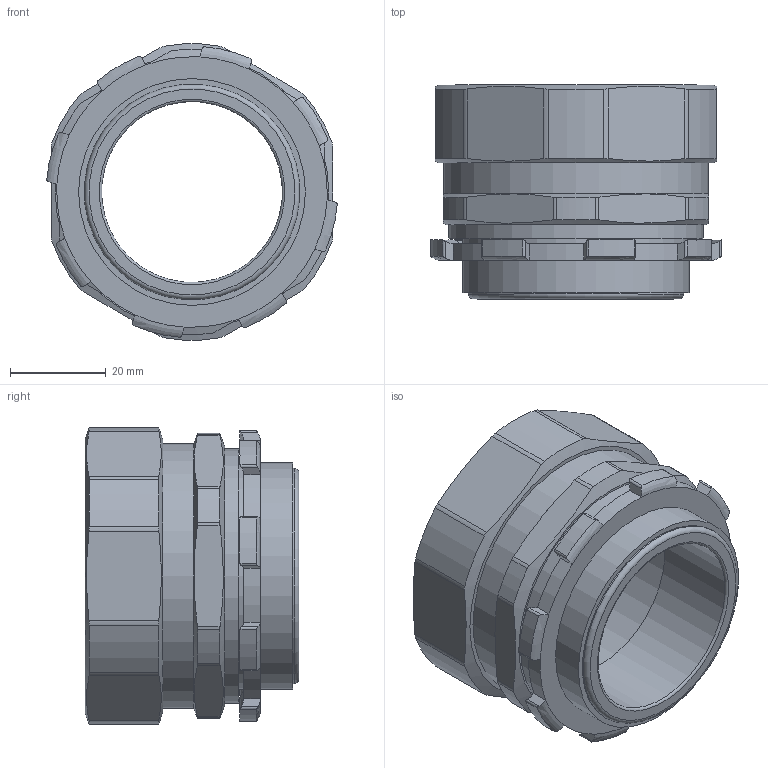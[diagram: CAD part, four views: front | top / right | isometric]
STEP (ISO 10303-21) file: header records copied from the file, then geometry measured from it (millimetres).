
FILE_DESCRIPTION(/* description */ (''),/* implementation_level */ '2;1');
FILE_NAME(/* name */ '',/* time_stamp */ '2025-06-23T15:33:57+07:00',/* author */ ('zeta-82'),/* organization */ (''),/* preprocessor_version */ 'ST-DEVELOPER v19.2',/* originating_system */ 'Autodesk Inventor 2024',/* authorisation */ '');
FILE_SCHEMA (('AUTOMOTIVE_DESIGN { 1 0 10303 214 3 1 1 }'));
Length unit declared in the file: millimetre
Products named in the file (1): АТК-38
Bounding box: 60.57 x 44.6 x 61.78 mm (x, y, z)
Volume: 42082 mm3; surface area: 19449.2 mm2
Topology: 1 solids, 1 shells, 137 faces, 349 edges, 222 vertices
Faces by surface type: cylinder 76, plane 38, torus 18, cone 5
Full cylindrical faces by diameter (mm): 37.7 x1, 45 x1, 47.3 x2, 48 x1, 48.3 x1, 53.1 x1, 55.3 x1
Entity records: 4780 total; most frequent: CARTESIAN_POINT 1465, ORIENTED_EDGE 698, DIRECTION 589, EDGE_CURVE 349, AXIS2_PLACEMENT_3D 240, VERTEX_POINT 222, EDGE_LOOP 147, FACE_OUTER_BOUND 137
